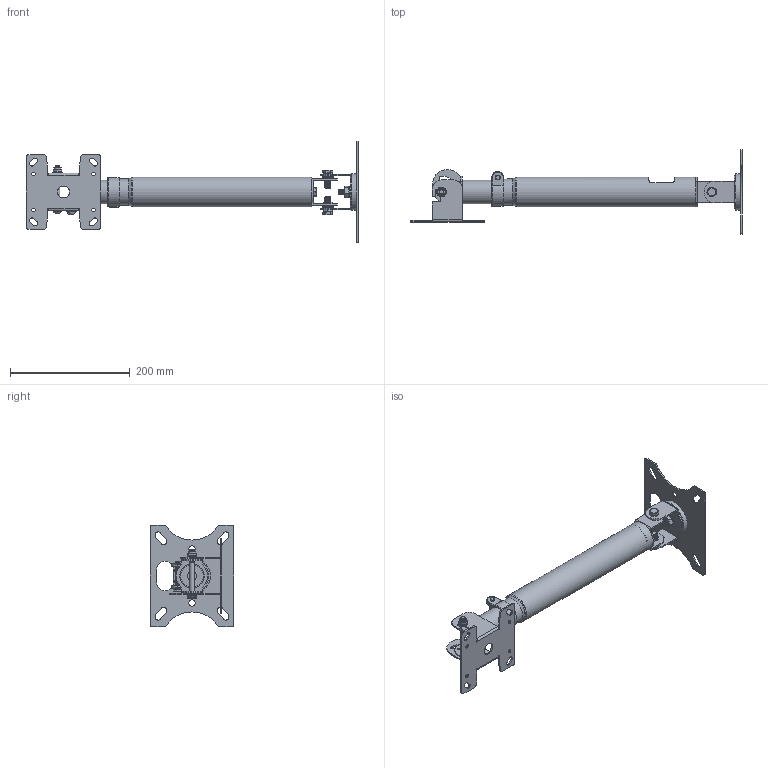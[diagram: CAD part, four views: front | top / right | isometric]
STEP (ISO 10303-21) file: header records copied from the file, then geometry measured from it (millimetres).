
FILE_DESCRIPTION(('HOOPS Exchange Step'),'2;1');
FILE_NAME('temp_export','2025-11-10T13:10:38+10:00',('stuar'),('Shapr3D Limited'),'HOOPS Exchange 2025.5','Shapr3D','Authorized');
FILE_SCHEMA( ('AP242_MANAGED_MODEL_BASED_3D_ENGINEERING_MIM_LF {1 0 10303 442 1 1 4}') );
Length unit declared in the file: millimetre
Products named in the file (47): 顶装固定片; 平垫 8x16x1.5T; 万向链接U2; 万向链接U1; 法兰螺母; 万向节组合; M10x25; 10平垫; 超薄十字大扁头螺丝 M6x14; 平垫片 6x16x1.5T_平垫片 6x16x1.5T; M6-尼帽; 安装板 C2_拆解式2; 安装板 C1; 组合式安装板; 半圆头内六角螺栓 M8X75_平圆头内六角螺栓 M8X75; M10台阶圆螺母; 封口片; 立柱; 抱箍; M8x45（全牙）; 立柱组; ABS装饰片; 超薄十字扁平头螺丝 M6X12_半圆头内六角螺栓 M6X12; 尼帽 M8_尼帽 M8; 链接U2; 调节立柱; 调节立柱组; M10六角螺母; VFM-C2X2-2.step; root
Assembly tree (46 placements, depth 4):
  root
    VFM-C2X2-2.step
      顶装固定片
      平垫 8x16x1.5T
      万向节组合
        万向链接U2
        万向链接U1
        法兰螺母
        法兰螺母
        法兰螺母
        法兰螺母
      M10x25
      10平垫
      M10x25
      M10x25
      组合式安装板
        超薄十字大扁头螺丝 M6x14
        平垫片 6x16x1.5T_平垫片 6x16x1.5T
        M6-尼帽
        安装板 C2_拆解式2
        超薄十字大扁头螺丝 M6x14
        安装板 C1
        M6-尼帽
        平垫片 6x16x1.5T_平垫片 6x16x1.5T
        平垫片 6x16x1.5T_平垫片 6x16x1.5T
        超薄十字大扁头螺丝 M6x14
        安装板 C2_拆解式2
        平垫片 6x16x1.5T_平垫片 6x16x1.5T
        超薄十字大扁头螺丝 M6x14
        M6-尼帽
        M6-尼帽
      半圆头内六角螺栓 M8X75_平圆头内六角螺栓 M8X75
      M10x25
      立柱组
        M10台阶圆螺母
        封口片
        立柱
        抱箍
        M8x45（全牙）
      ABS装饰片
      超薄十字扁平头螺丝 M6X12_半圆头内六角螺栓 M6X12
      平垫片 6x16x1.5T_平垫片 6x16x1.5T
      尼帽 M8_尼帽 M8
      调节立柱组
        链接U2
        调节立柱
      M10六角螺母
Bounding box: 553.6 x 140 x 170 mm (x, y, z)
Volume: 278356.6 mm3; surface area: 318961.8 mm2
Topology: 27 solids, 27 shells, 1009 faces, 3481 edges, 2534 vertices
Faces by surface type: plane 439, cylinder 363, cone 114, torus 81, bspline 10, sphere 2
Full cylindrical faces by diameter (mm): 3.3 x2, 5 x3, 6 x17, 6.2 x4, 6.4 x1, 6.647 x1, 6.8 x1, 8 x26, 8.2 x2, 8.5 x8, 10 x1, 10.5 x6, 12.73 x1, 12.9 x1, 13 x1, 15 x1, 16 x2, 19 x4, 20 x2, 33 x1, 37.6 x1, 40 x1, 40.5 x1, 41.3 x1, 44 x1, 47 x1, 47.3 x1, 50 x1, 61 x1
Entity records: 112091 total; most frequent: CARTESIAN_POINT 81431, ORIENTED_EDGE 6774, DIRECTION 5782, EDGE_CURVE 3387, VERTEX_POINT 2534, AXIS2_PLACEMENT_3D 2334, CIRCLE 1241, EDGE_LOOP 1209
